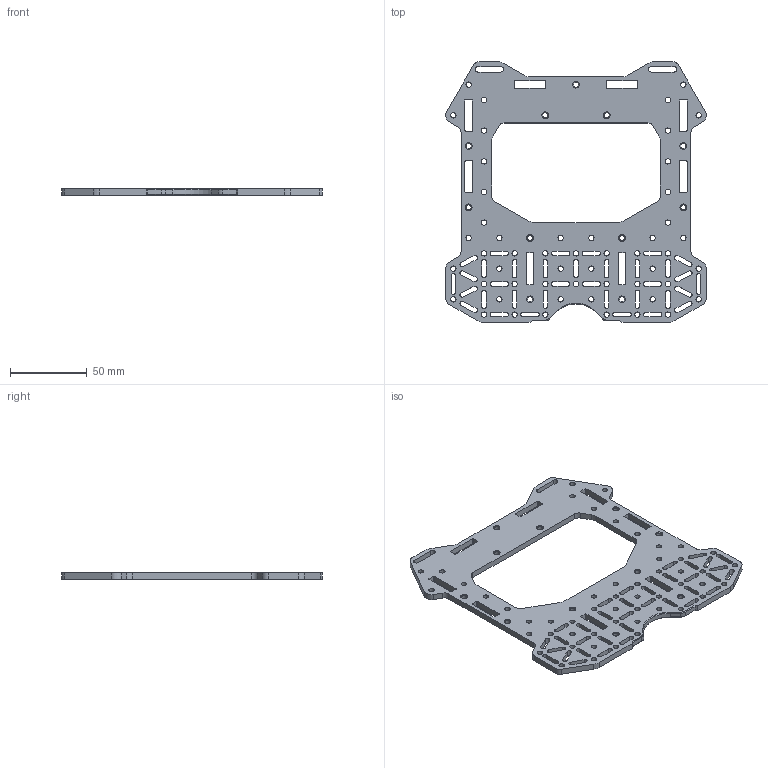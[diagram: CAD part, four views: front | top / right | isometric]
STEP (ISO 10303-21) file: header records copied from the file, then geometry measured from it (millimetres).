
FILE_DESCRIPTION(('STEP AP242'), '1');
FILE_NAME('Ïëàòôîðìà-v1', '', ('UNSPECIFIED'), ('UNSPECIFIED'), 'C3D Converter', 'C3D Toolkit', '');
FILE_SCHEMA(('AP242_MANAGED_MODEL_BASED_3D_ENGINEERING_MIM_LF { 1 0 10303 442 1 1 4 }'));
Length unit declared in the file: millimetre
Assembly tree (11 placements, depth 3):
  (unnamed)
    (unnamed)
      (unnamed)
      (unnamed)  x2
    (unnamed)
      (unnamed)  x2
      (unnamed)
    (unnamed)
      (unnamed)
      (unnamed)
Bounding box: 170 x 170 x 4 mm (x, y, z)
Volume: 62365 mm3; surface area: 43620.9 mm2
Topology: 1 solids, 1 shells, 375 faces, 1085 edges, 712 vertices
Faces by surface type: cylinder 198, plane 149, cone 28
Full cylindrical faces by diameter (mm): 3.4 x7, 3.5 x56
Entity records: 12927 total; most frequent: DIRECTION 2198, CARTESIAN_POINT 2099, ORIENTED_EDGE 2000, EDGE_CURVE 1000, AXIS2_PLACEMENT_3D 811, VERTEX_POINT 712, EDGE_LOOP 678, LINE 576
